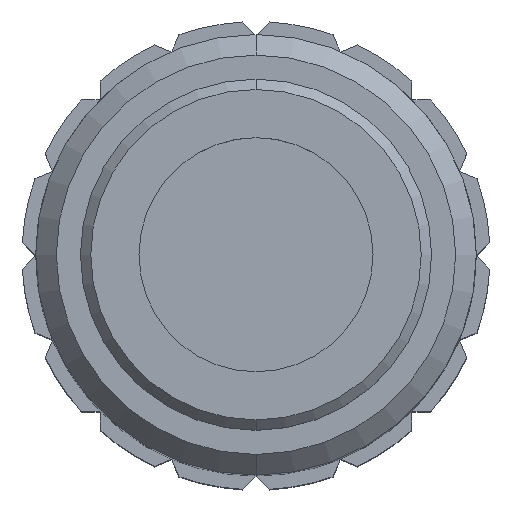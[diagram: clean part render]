
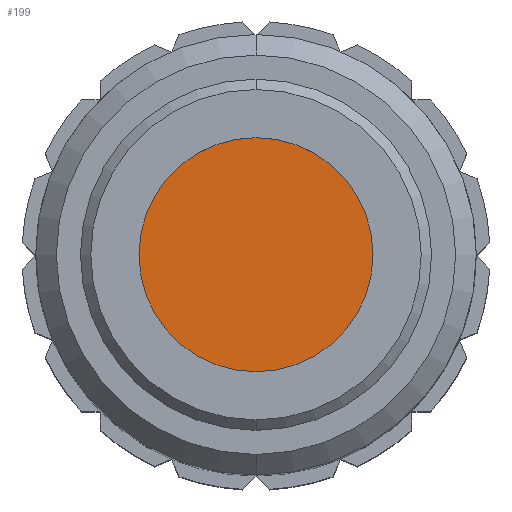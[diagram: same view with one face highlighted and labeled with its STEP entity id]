
A CAD part, top view. The second image highlights one B-rep face of the part: STEP entity #199.
In plain terms, the highlighted planar face has unit normal (0, 0, 1).
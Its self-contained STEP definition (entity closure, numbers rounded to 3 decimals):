
#94 = CARTESIAN_POINT ( 'NONE',  ( 0., 0., 84.5 ) ) ;
#199 = ADVANCED_FACE ( 'NONE', ( #4764 ), #4876, .F. ) ;
#340 = VERTEX_POINT ( 'NONE', #4487 ) ;
#591 = DIRECTION ( 'NONE',  ( 0., -1., 0. ) ) ;
#988 = CARTESIAN_POINT ( 'NONE',  ( 0., 8.5, 84.5 ) ) ;
#1193 = ORIENTED_EDGE ( 'NONE', *, *, #4539, .T. ) ;
#1249 = ORIENTED_EDGE ( 'NONE', *, *, #3425, .T. ) ;
#1805 = CIRCLE ( 'NONE', #4611, 8.5 ) ;
#1892 = EDGE_LOOP ( 'NONE', ( #1249, #1193 ) ) ;
#2007 = AXIS2_PLACEMENT_3D ( 'NONE', #988, #4041, #2173 ) ;
#2052 = VERTEX_POINT ( 'NONE', #3411 ) ;
#2109 = DIRECTION ( 'NONE',  ( 0., 0., 1. ) ) ;
#2173 = DIRECTION ( 'NONE',  ( 0., 1., 0. ) ) ;
#2458 = DIRECTION ( 'NONE',  ( 0., -1., 0. ) ) ;
#2485 = AXIS2_PLACEMENT_3D ( 'NONE', #4362, #2109, #2458 ) ;
#3411 = CARTESIAN_POINT ( 'NONE',  ( 0., 8.5, 84.5 ) ) ;
#3425 = EDGE_CURVE ( 'NONE', #340, #2052, #3907, .T. ) ;
#3675 = DIRECTION ( 'NONE',  ( 0., 0., 1. ) ) ;
#3907 = CIRCLE ( 'NONE', #2485, 8.5 ) ;
#4041 = DIRECTION ( 'NONE',  ( 0., 0., -1. ) ) ;
#4362 = CARTESIAN_POINT ( 'NONE',  ( 0., 0., 84.5 ) ) ;
#4487 = CARTESIAN_POINT ( 'NONE',  ( 0., -8.5, 84.5 ) ) ;
#4539 = EDGE_CURVE ( 'NONE', #2052, #340, #1805, .T. ) ;
#4611 = AXIS2_PLACEMENT_3D ( 'NONE', #94, #3675, #591 ) ;
#4764 = FACE_OUTER_BOUND ( 'NONE', #1892, .T. ) ;
#4876 = PLANE ( 'NONE',  #2007 ) ;
